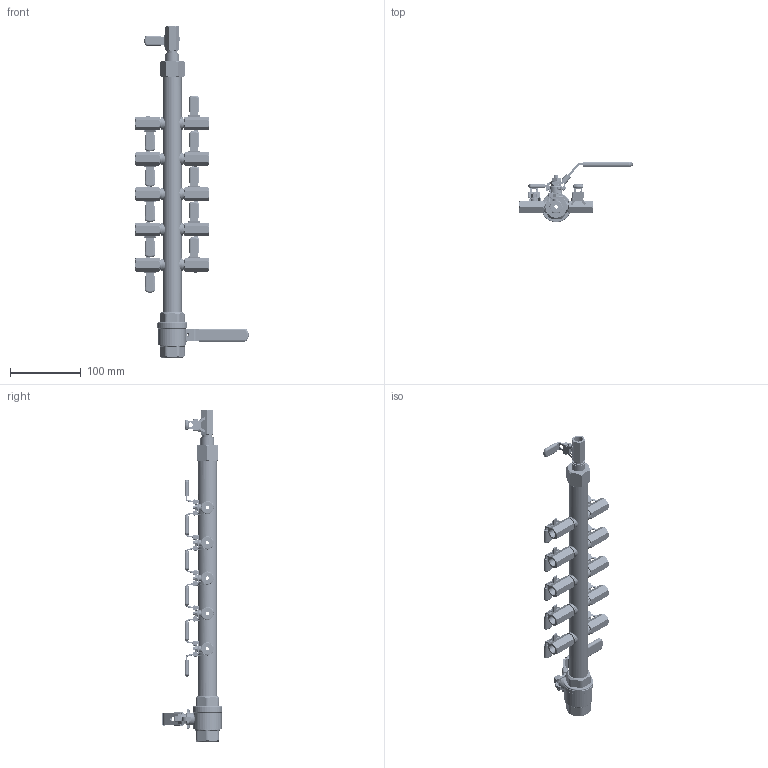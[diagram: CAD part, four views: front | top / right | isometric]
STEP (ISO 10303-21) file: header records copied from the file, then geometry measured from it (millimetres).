
FILE_DESCRIPTION (( 'STEP AP214' ), '1' );
FILE_NAME ('AH34RP10DL-14RC2 AH34 Series 10 Way Double Sided Stainless Steel Instrument Air Manifold.STEP', '2020-02-26T19:39:04', ( '' ), ( '' ), 'SwSTEP 2.0', 'SolidWorks 2020', '' );
FILE_SCHEMA (( 'AUTOMOTIVE_DESIGN' ));
Length unit declared in the file: millimetre
Products named in the file (34): SLIDE_LOCK; D1T-HL red sleeve_D1T-HL Closed; A2TL-HL Body; White letter colouring block; A2TL-HL Valve_A2TL-HL Closed; SLIDE_LOCK-A2TL-HL; m8 Nut; 5mm SS Lock Washer; STEM; D1T-HL Valve Body; D1T-HL Handle Cover; 8mm SS Lock Washer; 5mm Nylon Washer; m8 Thin Nut; 10 Way Manifold; Manifold Adaptor; BACK_P; A2TL-HL Handle Cover; Lever A2TL-HL; 5mm SS Washer; F-CAP; AH34RP10DL-14RC2 AH34 Series 10 Way Double Sided Stainless Steel Instrument Air Manifold; Lever; m5 Nut
Assembly tree (164 placements, depth 3):
  AH34RP10DL-14RC2 AH34 Series 10 Way Double Sided Stainless Steel Instrument Air Manifold
    10 Way Manifold
    A2TL-HL Valve_A2TL-HL Closed
      A2TL-HL Body
      m8 Thin Nut
      Lever A2TL-HL
      8mm SS Lock Washer
      m8 Nut
      A2TL-HL Handle Cover
      SLIDE_LOCK-A2TL-HL
    Manifold Adaptor
    D1T-HL red sleeve_D1T-HL Closed
      D1T-HL Valve Body
      STEM
      BACK_P
      F-CAP
      SLIDE_LOCK
      Lever
      5mm Nylon Washer
      5mm SS Washer  x2
      5mm SS Lock Washer
      m5 Nut
      D1T-HL Handle Cover
      White letter colouring block
    D1T-HL red sleeve_D1T-HL Closed
      D1T-HL Valve Body
      STEM
      BACK_P
      F-CAP
      SLIDE_LOCK
      Lever
      5mm Nylon Washer
      5mm SS Washer  x2
      5mm SS Lock Washer
      m5 Nut
      D1T-HL Handle Cover
      White letter colouring block
    D1T-HL red sleeve_D1T-HL Closed
      D1T-HL Valve Body
      STEM
      BACK_P
      F-CAP
      SLIDE_LOCK
      Lever
      5mm Nylon Washer
      5mm SS Washer  x2
      5mm SS Lock Washer
      m5 Nut
      D1T-HL Handle Cover
      White letter colouring block
    D1T-HL red sleeve_D1T-HL Closed
      D1T-HL Valve Body
      STEM
      BACK_P
      F-CAP
      SLIDE_LOCK
      Lever
      5mm Nylon Washer
      5mm SS Washer  x2
      5mm SS Lock Washer
Bounding box: 160.61 x 85.6 x 470 mm (x, y, z)
Volume: 308771.9 mm3; surface area: 218465.4 mm2
Topology: 188 solids, 188 shells, 6590 faces, 16693 edges, 10661 vertices
Faces by surface type: plane 2933, cylinder 1701, bspline 1124, torus 620, cone 196, sphere 16
Entity records: 70995 total; most frequent: CARTESIAN_POINT 33481, ORIENTED_EDGE 7226, DIRECTION 6225, EDGE_CURVE 3613, VERTEX_POINT 2273, AXIS2_PLACEMENT_3D 2262, VECTOR 1701, LINE 1701
